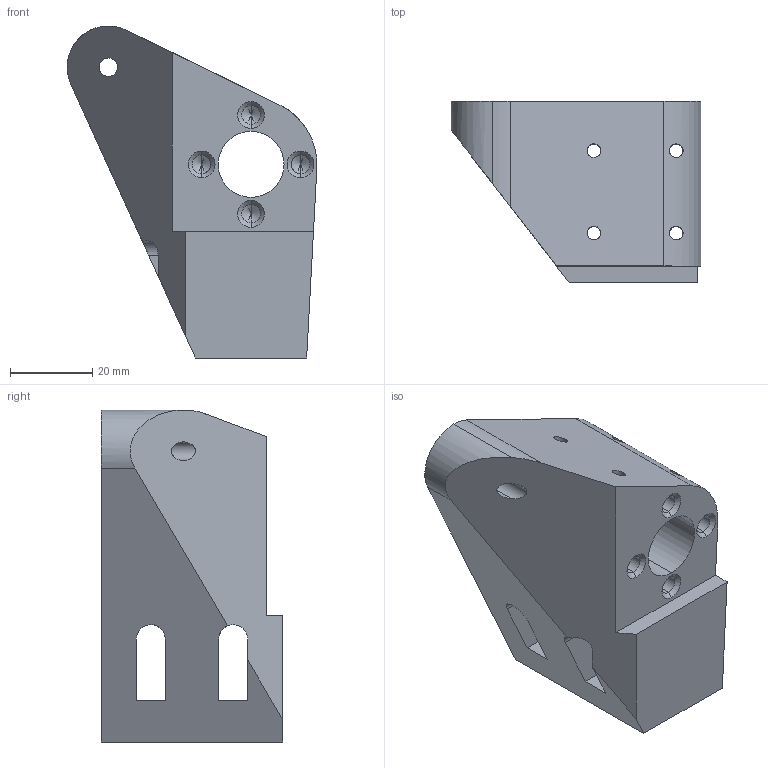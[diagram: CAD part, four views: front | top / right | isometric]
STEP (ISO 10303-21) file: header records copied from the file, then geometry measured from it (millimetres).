
FILE_DESCRIPTION (( 'STEP AP214' ), '1' );
FILE_NAME ('Z Block Right.step', '2019-11-11T12:32:11', ( '' ), ( '' ), 'SwSTEP 2.0', 'SolidWorks 2019', '' );
FILE_SCHEMA (( 'AUTOMOTIVE_DESIGN' ));
Length unit declared in the file: millimetre
Products named in the file (1): Z Block Right
Bounding box: 60.63 x 44 x 80.6 mm (x, y, z)
Volume: 98228.4 mm3; surface area: 21944 mm2
Topology: 1 solids, 1 shells, 68 faces, 193 edges, 116 vertices
Faces by surface type: cylinder 35, cone 18, plane 15
Entity records: 2627 total; most frequent: CARTESIAN_POINT 865, ORIENTED_EDGE 370, DIRECTION 342, EDGE_CURVE 185, AXIS2_PLACEMENT_3D 121, VERTEX_POINT 116, LINE 100, VECTOR 100
